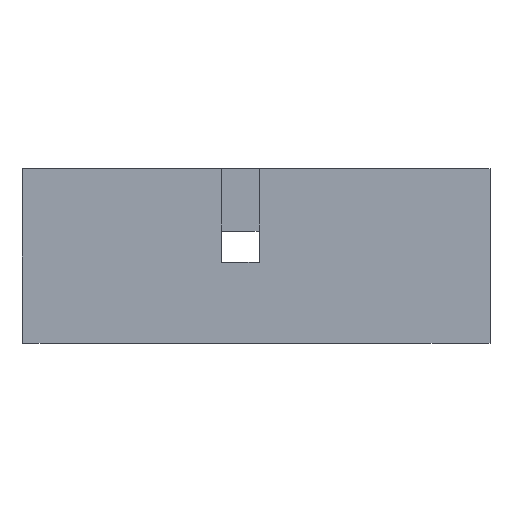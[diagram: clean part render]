
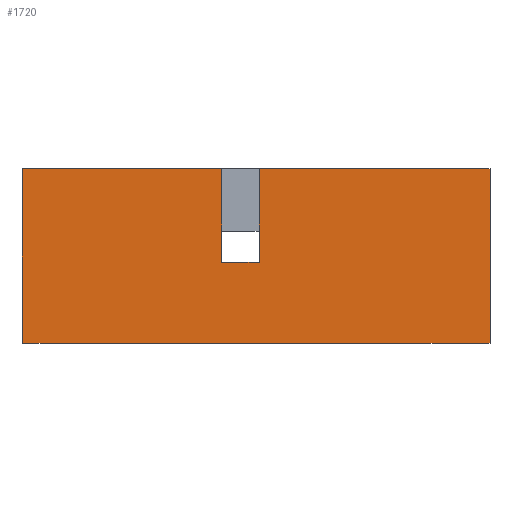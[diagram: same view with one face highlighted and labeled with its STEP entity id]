
A CAD part, front view. The second image highlights one B-rep face of the part: STEP entity #1720.
In plain terms, the highlighted planar face has unit normal (0, -1, 0).
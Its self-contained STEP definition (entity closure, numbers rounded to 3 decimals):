
#170=FACE_OUTER_BOUND('',#275,.T.);
#275=EDGE_LOOP('',(#1465,#1466,#1467,#1468,#1469,#1470,#1471,#1472));
#357=LINE('',#2496,#557);
#382=LINE('',#2561,#582);
#400=LINE('',#2622,#600);
#467=LINE('',#2754,#667);
#469=LINE('',#2759,#669);
#470=LINE('',#2760,#670);
#471=LINE('',#2761,#671);
#472=LINE('',#2762,#672);
#557=VECTOR('',#2036,32.);
#582=VECTOR('',#2087,37.);
#600=VECTOR('',#2145,75.);
#667=VECTOR('',#2256,28.);
#669=VECTOR('',#2260,6.);
#670=VECTOR('',#2261,15.);
#671=VECTOR('',#2262,28.);
#672=VECTOR('',#2263,15.);
#757=VERTEX_POINT('',#2493);
#758=VERTEX_POINT('',#2495);
#784=VERTEX_POINT('',#2558);
#785=VERTEX_POINT('',#2560);
#807=VERTEX_POINT('',#2619);
#808=VERTEX_POINT('',#2621);
#852=VERTEX_POINT('',#2757);
#853=VERTEX_POINT('',#2758);
#943=EDGE_CURVE('',#758,#757,#357,.T.);
#975=EDGE_CURVE('',#785,#784,#382,.T.);
#1005=EDGE_CURVE('',#807,#808,#400,.T.);
#1073=EDGE_CURVE('',#807,#785,#467,.T.);
#1075=EDGE_CURVE('',#852,#853,#469,.T.);
#1076=EDGE_CURVE('',#758,#852,#470,.T.);
#1077=EDGE_CURVE('',#808,#757,#471,.T.);
#1078=EDGE_CURVE('',#853,#784,#472,.T.);
#1465=ORIENTED_EDGE('',*,*,#1075,.F.);
#1466=ORIENTED_EDGE('',*,*,#1076,.F.);
#1467=ORIENTED_EDGE('',*,*,#943,.T.);
#1468=ORIENTED_EDGE('',*,*,#1077,.F.);
#1469=ORIENTED_EDGE('',*,*,#1005,.F.);
#1470=ORIENTED_EDGE('',*,*,#1073,.T.);
#1471=ORIENTED_EDGE('',*,*,#975,.T.);
#1472=ORIENTED_EDGE('',*,*,#1078,.F.);
#1637=PLANE('',#1861);
#1720=ADVANCED_FACE('',(#170),#1637,.F.);
#1861=AXIS2_PLACEMENT_3D('',#2756,#2258,#2259);
#2036=DIRECTION('',(-1.,0.,0.));
#2087=DIRECTION('',(-1.,0.,0.));
#2145=DIRECTION('',(-1.,0.,0.));
#2256=DIRECTION('',(0.,0.,1.));
#2258=DIRECTION('center_axis',(0.,1.,0.));
#2259=DIRECTION('ref_axis',(1.,0.,0.));
#2260=DIRECTION('',(1.,0.,0.));
#2261=DIRECTION('',(0.,0.,-1.));
#2262=DIRECTION('',(0.,0.,1.));
#2263=DIRECTION('',(0.,0.,1.));
#2493=CARTESIAN_POINT('',(0.,0.,28.));
#2495=CARTESIAN_POINT('',(32.,0.,28.));
#2496=CARTESIAN_POINT('',(32.,0.,28.));
#2558=CARTESIAN_POINT('',(38.,0.,28.));
#2560=CARTESIAN_POINT('',(75.,0.,28.));
#2561=CARTESIAN_POINT('',(75.,0.,28.));
#2619=CARTESIAN_POINT('',(75.,0.,0.));
#2621=CARTESIAN_POINT('',(0.,0.,0.));
#2622=CARTESIAN_POINT('',(75.,0.,0.));
#2754=CARTESIAN_POINT('',(75.,0.,0.));
#2756=CARTESIAN_POINT('Origin',(0.,0.,0.));
#2757=CARTESIAN_POINT('',(32.,0.,13.));
#2758=CARTESIAN_POINT('',(38.,0.,13.));
#2759=CARTESIAN_POINT('',(32.,0.,13.));
#2760=CARTESIAN_POINT('',(32.,0.,28.));
#2761=CARTESIAN_POINT('',(0.,0.,0.));
#2762=CARTESIAN_POINT('',(38.,0.,13.));
